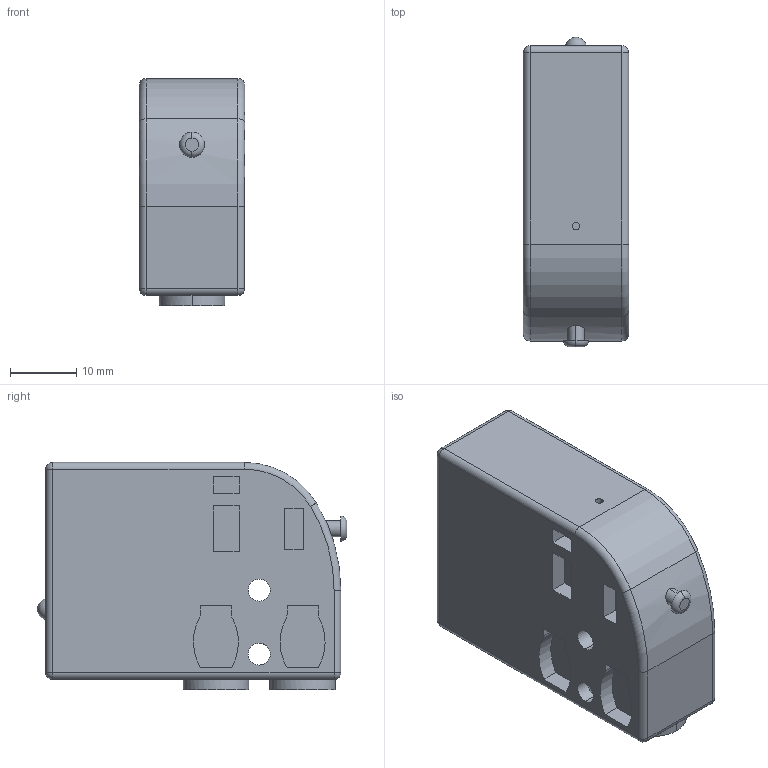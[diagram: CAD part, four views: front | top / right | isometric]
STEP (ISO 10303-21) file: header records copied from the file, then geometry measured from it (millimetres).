
FILE_DESCRIPTION (( 'STEP AP214' ), '1' );
FILE_NAME ('BVS-33C1-12D.STEP', '2014-06-19T17:06:59', ( '' ), ( '' ), 'SwSTEP 2.0', 'SolidWorks 2013', '' );
FILE_SCHEMA (( 'AUTOMOTIVE_DESIGN' ));
Length unit declared in the file: inch
Products named in the file (1): BVS-33C1-12D
Bounding box: 15.85 x 46.63 x 34.21 mm (x, y, z)
Volume: 20421.6 mm3; surface area: 6560 mm2
Topology: 1 solids, 1 shells, 158 faces, 392 edges, 248 vertices
Faces by surface type: plane 93, cylinder 52, sphere 7, torus 6
Entity records: 4968 total; most frequent: CARTESIAN_POINT 830, DIRECTION 821, ORIENTED_EDGE 766, EDGE_CURVE 383, AXIS2_PLACEMENT_3D 281, VECTOR 259, LINE 259, VERTEX_POINT 246
